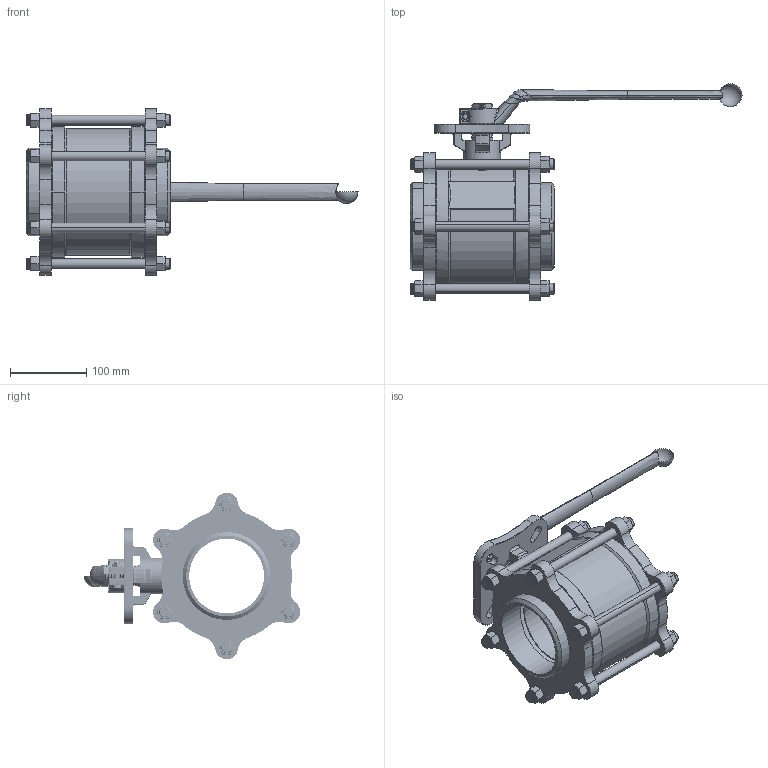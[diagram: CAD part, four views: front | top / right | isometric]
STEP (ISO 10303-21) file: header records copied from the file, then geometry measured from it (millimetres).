
FILE_DESCRIPTION((''),'2;1');
FILE_NAME('2012D-M3-100_ASM','2014-12-26T',('Administrator'),(''),'PRO/ENGINEER BY PARAMETRIC TECHNOLOGY CORPORATION, 2011080','PRO/ENGINEER BY PARAMETRIC TECHNOLOGY CORPORATION, 2011080','');
FILE_SCHEMA(('CONFIG_CONTROL_DESIGN'));
Length unit declared in the file: millimetre
Products named in the file (11): 2013D-M3-100A-BODY_2; 2013D-M3-BALL-100_2; 2013D-M3-SETM-100_2; 2013D-M3-BASHOUPIAN-100_2; 2013D-M3-HANDLE-100_2; BASHOULUOGAN_2; BASHOULUOMU_2; 2013D-M3-100B-CAP1_2; 2013D-M3-SHUANGTOUYA-100_2; 065LUOMU_2; 2012D-M3-100_ASM
Assembly tree (27 placements, depth 2):
  2012D-M3-100_ASM
    2013D-M3-100A-BODY_2
    2013D-M3-BALL-100_2
    2013D-M3-SETM-100_2
    2013D-M3-BASHOUPIAN-100_2
    2013D-M3-HANDLE-100_2
    BASHOULUOGAN_2
    BASHOULUOMU_2
    2013D-M3-100B-CAP1_2  x2
    2013D-M3-SHUANGTOUYA-100_2  x6
    065LUOMU_2  x12
Bounding box: 434.5 x 283.38 x 217.9 mm (x, y, z)
Volume: 2298319.3 mm3; surface area: 520337.7 mm2
Topology: 27 solids, 27 shells, 1821 faces, 4863 edges, 3095 vertices
Faces by surface type: cylinder 787, bspline 454, plane 268, cone 239, torus 59, sphere 14
Entity records: 110917 total; most frequent: CARTESIAN_POINT 87652, ORIENTED_EDGE 5674, DIRECTION 3447, EDGE_CURVE 2837, VERTEX_POINT 1828, B_SPLINE_CURVE_WITH_KNOTS 1414, AXIS2_PLACEMENT_3D 1297, EDGE_LOOP 1081
